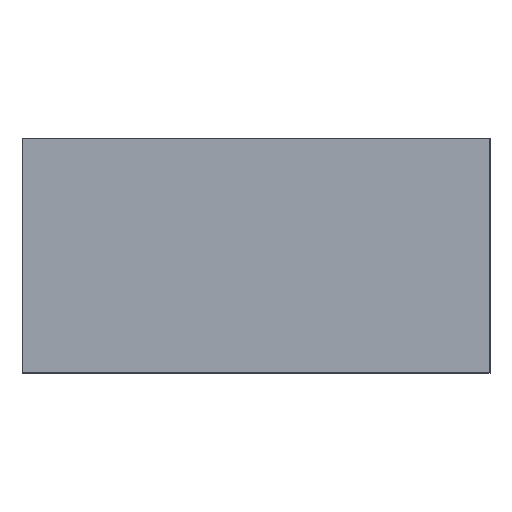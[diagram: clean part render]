
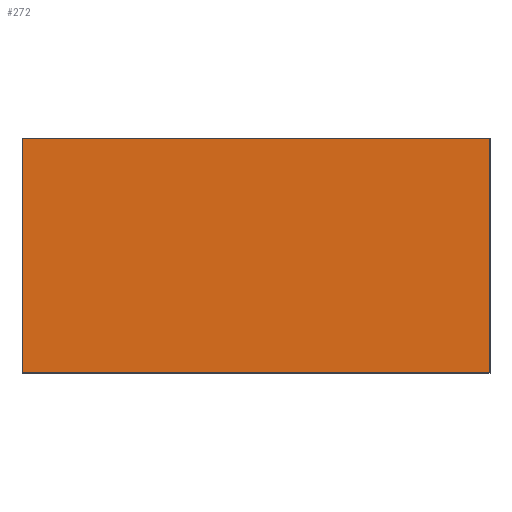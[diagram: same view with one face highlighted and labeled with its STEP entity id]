
A CAD part, top view. The second image highlights one B-rep face of the part: STEP entity #272.
In plain terms, the highlighted planar face has unit normal (0, 0, 1).
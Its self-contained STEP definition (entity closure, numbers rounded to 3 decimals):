
#26=FACE_OUTER_BOUND('',#40,.T.);
#40=EDGE_LOOP('',(#227,#228,#229,#230));
#72=LINE('',#431,#108);
#74=LINE('',#435,#110);
#76=LINE('',#439,#112);
#77=LINE('',#440,#113);
#108=VECTOR('',#354,10.);
#110=VECTOR('',#358,10.);
#112=VECTOR('',#362,10.);
#113=VECTOR('',#363,10.);
#135=VERTEX_POINT('',#428);
#136=VERTEX_POINT('',#430);
#137=VERTEX_POINT('',#434);
#138=VERTEX_POINT('',#438);
#168=EDGE_CURVE('',#135,#136,#72,.T.);
#170=EDGE_CURVE('',#137,#136,#74,.T.);
#172=EDGE_CURVE('',#138,#135,#76,.T.);
#173=EDGE_CURVE('',#138,#137,#77,.T.);
#227=ORIENTED_EDGE('',*,*,#172,.F.);
#228=ORIENTED_EDGE('',*,*,#173,.T.);
#229=ORIENTED_EDGE('',*,*,#170,.T.);
#230=ORIENTED_EDGE('',*,*,#168,.F.);
#258=PLANE('',#300);
#272=ADVANCED_FACE('',(#26),#258,.T.);
#300=AXIS2_PLACEMENT_3D('',#437,#360,#361);
#354=DIRECTION('',(0.,1.,0.));
#358=DIRECTION('',(-1.,0.,0.));
#360=DIRECTION('center_axis',(0.,0.,1.));
#361=DIRECTION('ref_axis',(-1.,0.,0.));
#362=DIRECTION('',(-1.,0.,0.));
#363=DIRECTION('',(0.,1.,0.));
#428=CARTESIAN_POINT('',(-1.595,-0.8,0.42));
#430=CARTESIAN_POINT('',(-1.595,0.8,0.42));
#431=CARTESIAN_POINT('',(-1.595,0.,0.42));
#434=CARTESIAN_POINT('',(1.595,0.8,0.42));
#435=CARTESIAN_POINT('',(-1.6,0.8,0.42));
#437=CARTESIAN_POINT('Origin',(1.595,0.,0.42));
#438=CARTESIAN_POINT('',(1.595,-0.8,0.42));
#439=CARTESIAN_POINT('',(1.6,-0.8,0.42));
#440=CARTESIAN_POINT('',(1.595,0.,0.42));
